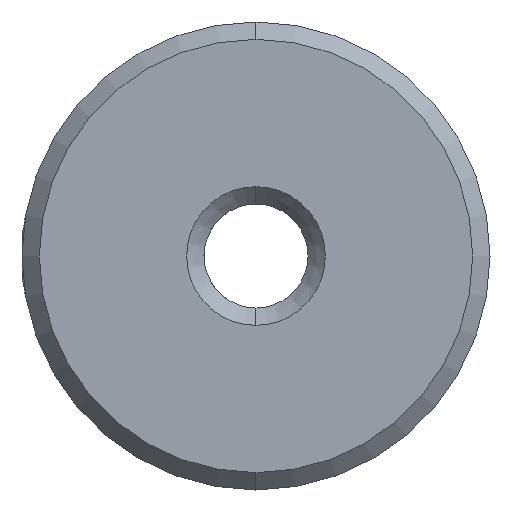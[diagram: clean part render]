
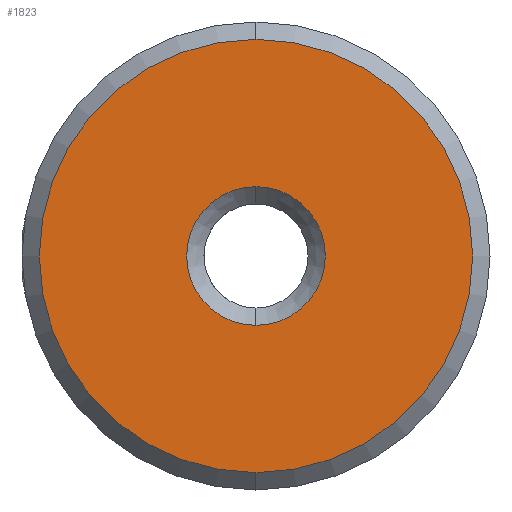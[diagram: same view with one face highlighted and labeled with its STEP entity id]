
A CAD part, left-side view. The second image highlights one B-rep face of the part: STEP entity #1823.
In plain terms, the highlighted planar face has unit normal (-1, 0, 0).
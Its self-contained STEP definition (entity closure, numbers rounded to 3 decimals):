
#71 = VERTEX_POINT ( 'NONE', #1703 ) ;
#93 = ORIENTED_EDGE ( 'NONE', *, *, #2479, .T. ) ;
#111 = CIRCLE ( 'NONE', #691, 6.25 ) ;
#362 = DIRECTION ( 'NONE',  ( 1., 0., 0. ) ) ;
#405 = DIRECTION ( 'NONE',  ( -1., 0., 0. ) ) ;
#442 = EDGE_LOOP ( 'NONE', ( #2717, #2962 ) ) ;
#515 = CIRCLE ( 'NONE', #1406, 6.25 ) ;
#565 = DIRECTION ( 'NONE',  ( -1., 0., 0. ) ) ;
#590 = ORIENTED_EDGE ( 'NONE', *, *, #2224, .T. ) ;
#616 = DIRECTION ( 'NONE',  ( 0., 0., -1. ) ) ;
#691 = AXIS2_PLACEMENT_3D ( 'NONE', #1788, #405, #2110 ) ;
#716 = CIRCLE ( 'NONE', #2066, 2. ) ;
#864 = EDGE_CURVE ( 'NONE', #2942, #2246, #1366, .T. ) ;
#885 = CARTESIAN_POINT ( 'NONE',  ( -7.15, -1.5, 0. ) ) ;
#922 = FACE_OUTER_BOUND ( 'NONE', #2183, .T. ) ;
#1029 = CARTESIAN_POINT ( 'NONE',  ( -7.15, 0., 0. ) ) ;
#1057 = DIRECTION ( 'NONE',  ( 0., 0., -1. ) ) ;
#1069 = AXIS2_PLACEMENT_3D ( 'NONE', #1313, #362, #1555 ) ;
#1274 = CARTESIAN_POINT ( 'NONE',  ( -7.15, 0., 0. ) ) ;
#1313 = CARTESIAN_POINT ( 'NONE',  ( -7.15, 0., 0. ) ) ;
#1366 = CIRCLE ( 'NONE', #1069, 2. ) ;
#1406 = AXIS2_PLACEMENT_3D ( 'NONE', #1274, #565, #1057 ) ;
#1503 = DIRECTION ( 'NONE',  ( 1., 0., 0. ) ) ;
#1555 = DIRECTION ( 'NONE',  ( 0., 0., -1. ) ) ;
#1648 = CARTESIAN_POINT ( 'NONE',  ( -7.15, 0., -6.25 ) ) ;
#1703 = CARTESIAN_POINT ( 'NONE',  ( -7.15, 0., 6.25 ) ) ;
#1788 = CARTESIAN_POINT ( 'NONE',  ( -7.15, 0., 0. ) ) ;
#1823 = ADVANCED_FACE ( 'NONE', ( #922, #2302 ), #1863, .F. ) ;
#1863 = PLANE ( 'NONE',  #2876 ) ;
#1871 = EDGE_CURVE ( 'NONE', #2246, #2942, #716, .T. ) ;
#2066 = AXIS2_PLACEMENT_3D ( 'NONE', #1029, #1503, #616 ) ;
#2110 = DIRECTION ( 'NONE',  ( 0., 0., -1. ) ) ;
#2183 = EDGE_LOOP ( 'NONE', ( #93, #590 ) ) ;
#2224 = EDGE_CURVE ( 'NONE', #71, #2254, #111, .T. ) ;
#2246 = VERTEX_POINT ( 'NONE', #2682 ) ;
#2254 = VERTEX_POINT ( 'NONE', #1648 ) ;
#2299 = DIRECTION ( 'NONE',  ( 1., 0., 0. ) ) ;
#2302 = FACE_BOUND ( 'NONE', #442, .T. ) ;
#2479 = EDGE_CURVE ( 'NONE', #2254, #71, #515, .T. ) ;
#2507 = DIRECTION ( 'NONE',  ( 0., 0., -1. ) ) ;
#2563 = CARTESIAN_POINT ( 'NONE',  ( -7.15, 0., -2. ) ) ;
#2682 = CARTESIAN_POINT ( 'NONE',  ( -7.15, 0., 2. ) ) ;
#2717 = ORIENTED_EDGE ( 'NONE', *, *, #1871, .T. ) ;
#2876 = AXIS2_PLACEMENT_3D ( 'NONE', #885, #2299, #2507 ) ;
#2942 = VERTEX_POINT ( 'NONE', #2563 ) ;
#2962 = ORIENTED_EDGE ( 'NONE', *, *, #864, .T. ) ;
